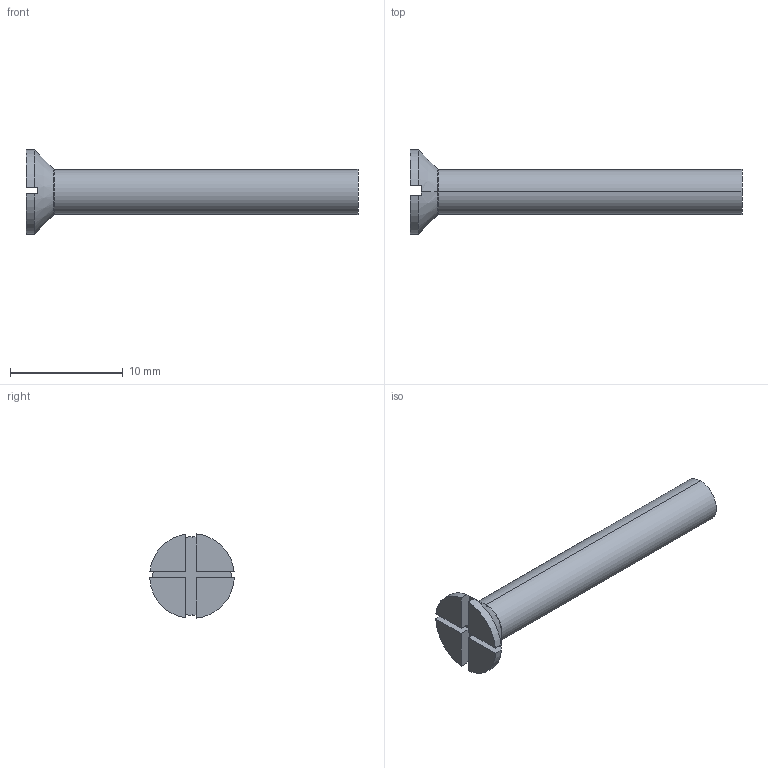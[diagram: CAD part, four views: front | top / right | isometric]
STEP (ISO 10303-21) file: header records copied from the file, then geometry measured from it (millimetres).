
FILE_DESCRIPTION (( 'STEP AP214' ), '1' );
FILE_NAME ('M4X30 Flush Head Screw.step', '2018-06-21T12:59:03', ( 'User' ), ( 'china' ), 'SwSTEP 2.0', 'SolidWorks 2016', '' );
FILE_SCHEMA (( 'AUTOMOTIVE_DESIGN' ));
Length unit declared in the file: millimetre
Products named in the file (1): M4X30 Flush Head Screw
Bounding box: 29.5 x 7.52 x 7.5 mm (x, y, z)
Volume: 408.5 mm3; surface area: 481.2 mm2
Topology: 1 solids, 1 shells, 24 faces, 62 edges, 40 vertices
Faces by surface type: plane 14, cylinder 6, cone 2, torus 2
Entity records: 781 total; most frequent: CARTESIAN_POINT 154, DIRECTION 126, ORIENTED_EDGE 124, EDGE_CURVE 62, AXIS2_PLACEMENT_3D 47, VERTEX_POINT 40, LINE 32, VECTOR 32
